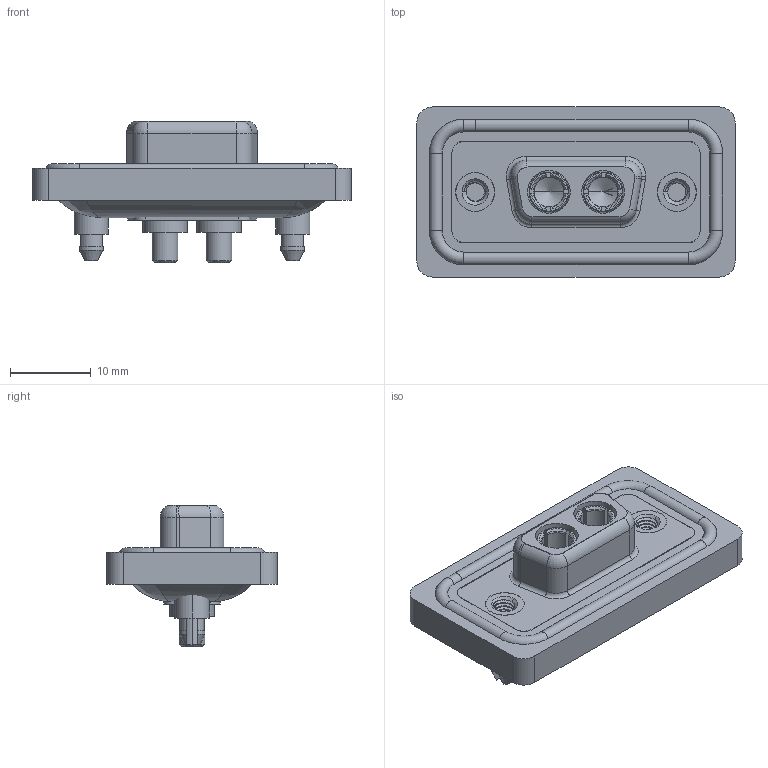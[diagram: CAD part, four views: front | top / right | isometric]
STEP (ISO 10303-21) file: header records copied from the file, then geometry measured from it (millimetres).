
FILE_DESCRIPTION (( 'STEP AP203' ), '1' );
FILE_NAME ('628W2W2-324-3ND.STEP', '2024-03-22T12:39:27', ( '' ), ( '' ), 'SwSTEP 2.0', 'SolidWorks 2023', '' );
FILE_SCHEMA (( 'CONFIG_CONTROL_DESIGN' ));
Length unit declared in the file: millimetre
Products named in the file (7): 628Combo Waterproof Housing_09 Contacts; 628Combo Housing_2W2; Power Socket_30A S; 628W2W2-324-3ND; 628Combo Shell Front_09 Contacts; 628Combo Shell Rear_09 Contacts; 628Combo Threaded Boardlock_D
Assembly tree (8 placements, depth 2):
  628W2W2-324-3ND
    628Combo Housing_2W2
    628Combo Waterproof Housing_09 Contacts
    628Combo Shell Front_09 Contacts
    628Combo Shell Rear_09 Contacts
    628Combo Threaded Boardlock_D  x2
    Power Socket_30A S  x2
Bounding box: 39.5 x 21.1 x 17.55 mm (x, y, z)
Volume: 4862.3 mm3; surface area: 7984.2 mm2
Topology: 11 solids, 11 shells, 600 faces, 1513 edges, 954 vertices
Faces by surface type: cylinder 282, plane 179, torus 79, cone 46, bspline 14
Entity records: 17240 total; most frequent: CARTESIAN_POINT 5373, DIRECTION 2405, ORIENTED_EDGE 2304, EDGE_CURVE 1152, AXIS2_PLACEMENT_3D 952, VERTEX_POINT 728, EDGE_LOOP 508, VECTOR 501
